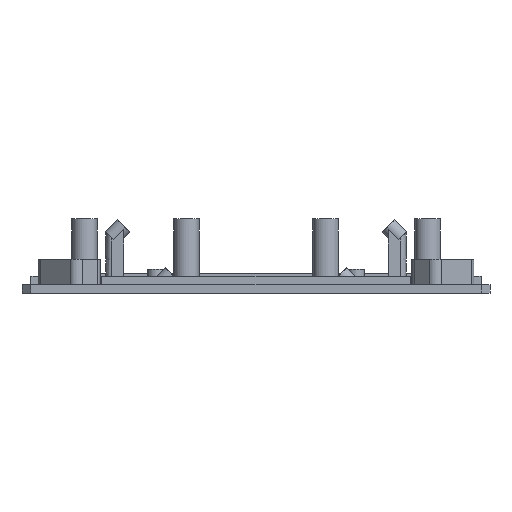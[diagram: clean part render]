
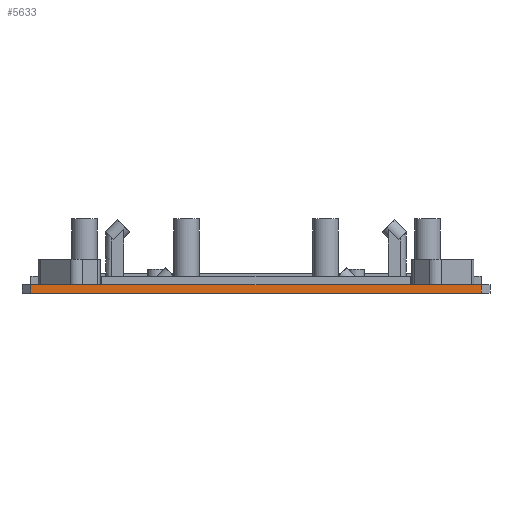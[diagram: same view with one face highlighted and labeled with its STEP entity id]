
A CAD part, front view. The second image highlights one B-rep face of the part: STEP entity #5633.
In plain terms, the highlighted planar face has unit normal (0, -1, 0).
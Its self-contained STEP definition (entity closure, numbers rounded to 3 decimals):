
#44 = PLANE('',#45);
#45 = AXIS2_PLACEMENT_3D('',#46,#47,#48);
#46 = CARTESIAN_POINT('',(55.,-53.,-33.6));
#47 = DIRECTION('',(-0.707,0.707,0.));
#48 = DIRECTION('',(-0.707,-0.707,0.));
#72 = PLANE('',#73);
#73 = AXIS2_PLACEMENT_3D('',#74,#75,#76);
#74 = CARTESIAN_POINT('',(-55.,-55.,-35.6));
#75 = DIRECTION('',(0.,0.,1.));
#76 = DIRECTION('',(1.,0.,0.));
#129 = PLANE('',#130);
#130 = AXIS2_PLACEMENT_3D('',#131,#132,#133);
#131 = CARTESIAN_POINT('',(-55.,-55.,-33.6));
#132 = DIRECTION('',(0.,0.,1.));
#133 = DIRECTION('',(1.,0.,0.));
#146 = VERTEX_POINT('',#147);
#147 = CARTESIAN_POINT('',(53.,-55.,-35.6));
#168 = EDGE_CURVE('',#169,#146,#171,.T.);
#169 = VERTEX_POINT('',#170);
#170 = CARTESIAN_POINT('',(53.,-55.,-33.6));
#171 = SURFACE_CURVE('',#172,(#176,#183),.PCURVE_S1.);
#172 = LINE('',#173,#174);
#173 = CARTESIAN_POINT('',(53.,-55.,-33.6));
#174 = VECTOR('',#175,1.);
#175 = DIRECTION('',(0.,0.,-1.));
#176 = PCURVE('',#44,#177);
#177 = DEFINITIONAL_REPRESENTATION('',(#178),#182);
#178 = LINE('',#179,#180);
#179 = CARTESIAN_POINT('',(2.828,0.));
#180 = VECTOR('',#181,1.);
#181 = DIRECTION('',(-0.,-1.));
#182 = ( GEOMETRIC_REPRESENTATION_CONTEXT(2) 
PARAMETRIC_REPRESENTATION_CONTEXT() REPRESENTATION_CONTEXT('2D SPACE',''
  ) );
#183 = PCURVE('',#184,#189);
#184 = PLANE('',#185);
#185 = AXIS2_PLACEMENT_3D('',#186,#187,#188);
#186 = CARTESIAN_POINT('',(-53.,-55.,-33.6));
#187 = DIRECTION('',(0.,-1.,0.));
#188 = DIRECTION('',(1.,0.,0.));
#189 = DEFINITIONAL_REPRESENTATION('',(#190),#194);
#190 = LINE('',#191,#192);
#191 = CARTESIAN_POINT('',(106.,0.));
#192 = VECTOR('',#193,1.);
#193 = DIRECTION('',(0.,-1.));
#194 = ( GEOMETRIC_REPRESENTATION_CONTEXT(2) 
PARAMETRIC_REPRESENTATION_CONTEXT() REPRESENTATION_CONTEXT('2D SPACE',''
  ) );
#383 = VERTEX_POINT('',#384);
#384 = CARTESIAN_POINT('',(-53.,-55.,-33.6));
#398 = PLANE('',#399);
#399 = AXIS2_PLACEMENT_3D('',#400,#401,#402);
#400 = CARTESIAN_POINT('',(-55.,-53.,-33.6));
#401 = DIRECTION('',(-0.707,-0.707,-0.));
#402 = DIRECTION('',(0.707,-0.707,0.));
#410 = EDGE_CURVE('',#383,#169,#411,.T.);
#411 = SURFACE_CURVE('',#412,(#416,#423),.PCURVE_S1.);
#412 = LINE('',#413,#414);
#413 = CARTESIAN_POINT('',(-55.,-55.,-33.6));
#414 = VECTOR('',#415,1.);
#415 = DIRECTION('',(1.,0.,0.));
#416 = PCURVE('',#129,#417);
#417 = DEFINITIONAL_REPRESENTATION('',(#418),#422);
#418 = LINE('',#419,#420);
#419 = CARTESIAN_POINT('',(0.,0.));
#420 = VECTOR('',#421,1.);
#421 = DIRECTION('',(1.,0.));
#422 = ( GEOMETRIC_REPRESENTATION_CONTEXT(2) 
PARAMETRIC_REPRESENTATION_CONTEXT() REPRESENTATION_CONTEXT('2D SPACE',''
  ) );
#423 = PCURVE('',#184,#424);
#424 = DEFINITIONAL_REPRESENTATION('',(#425),#429);
#425 = LINE('',#426,#427);
#426 = CARTESIAN_POINT('',(-2.,0.));
#427 = VECTOR('',#428,1.);
#428 = DIRECTION('',(1.,0.));
#429 = ( GEOMETRIC_REPRESENTATION_CONTEXT(2) 
PARAMETRIC_REPRESENTATION_CONTEXT() REPRESENTATION_CONTEXT('2D SPACE',''
  ) );
#5424 = VERTEX_POINT('',#5425);
#5425 = CARTESIAN_POINT('',(-53.,-55.,-35.6));
#5446 = EDGE_CURVE('',#5424,#146,#5447,.T.);
#5447 = SURFACE_CURVE('',#5448,(#5452,#5459),.PCURVE_S1.);
#5448 = LINE('',#5449,#5450);
#5449 = CARTESIAN_POINT('',(-55.,-55.,-35.6));
#5450 = VECTOR('',#5451,1.);
#5451 = DIRECTION('',(1.,0.,0.));
#5452 = PCURVE('',#72,#5453);
#5453 = DEFINITIONAL_REPRESENTATION('',(#5454),#5458);
#5454 = LINE('',#5455,#5456);
#5455 = CARTESIAN_POINT('',(0.,0.));
#5456 = VECTOR('',#5457,1.);
#5457 = DIRECTION('',(1.,0.));
#5458 = ( GEOMETRIC_REPRESENTATION_CONTEXT(2) 
PARAMETRIC_REPRESENTATION_CONTEXT() REPRESENTATION_CONTEXT('2D SPACE',''
  ) );
#5459 = PCURVE('',#184,#5460);
#5460 = DEFINITIONAL_REPRESENTATION('',(#5461),#5465);
#5461 = LINE('',#5462,#5463);
#5462 = CARTESIAN_POINT('',(-2.,-2.));
#5463 = VECTOR('',#5464,1.);
#5464 = DIRECTION('',(1.,0.));
#5465 = ( GEOMETRIC_REPRESENTATION_CONTEXT(2) 
PARAMETRIC_REPRESENTATION_CONTEXT() REPRESENTATION_CONTEXT('2D SPACE',''
  ) );
#5633 = ADVANCED_FACE('',(#5634),#184,.T.);
#5634 = FACE_BOUND('',#5635,.T.);
#5635 = EDGE_LOOP('',(#5636,#5657,#5658,#5659));
#5636 = ORIENTED_EDGE('',*,*,#5637,.T.);
#5637 = EDGE_CURVE('',#383,#5424,#5638,.T.);
#5638 = SURFACE_CURVE('',#5639,(#5643,#5650),.PCURVE_S1.);
#5639 = LINE('',#5640,#5641);
#5640 = CARTESIAN_POINT('',(-53.,-55.,-33.6));
#5641 = VECTOR('',#5642,1.);
#5642 = DIRECTION('',(0.,0.,-1.));
#5643 = PCURVE('',#184,#5644);
#5644 = DEFINITIONAL_REPRESENTATION('',(#5645),#5649);
#5645 = LINE('',#5646,#5647);
#5646 = CARTESIAN_POINT('',(0.,0.));
#5647 = VECTOR('',#5648,1.);
#5648 = DIRECTION('',(0.,-1.));
#5649 = ( GEOMETRIC_REPRESENTATION_CONTEXT(2) 
PARAMETRIC_REPRESENTATION_CONTEXT() REPRESENTATION_CONTEXT('2D SPACE',''
  ) );
#5650 = PCURVE('',#398,#5651);
#5651 = DEFINITIONAL_REPRESENTATION('',(#5652),#5656);
#5652 = LINE('',#5653,#5654);
#5653 = CARTESIAN_POINT('',(2.828,0.));
#5654 = VECTOR('',#5655,1.);
#5655 = DIRECTION('',(0.,-1.));
#5656 = ( GEOMETRIC_REPRESENTATION_CONTEXT(2) 
PARAMETRIC_REPRESENTATION_CONTEXT() REPRESENTATION_CONTEXT('2D SPACE',''
  ) );
#5657 = ORIENTED_EDGE('',*,*,#5446,.T.);
#5658 = ORIENTED_EDGE('',*,*,#168,.F.);
#5659 = ORIENTED_EDGE('',*,*,#410,.F.);
